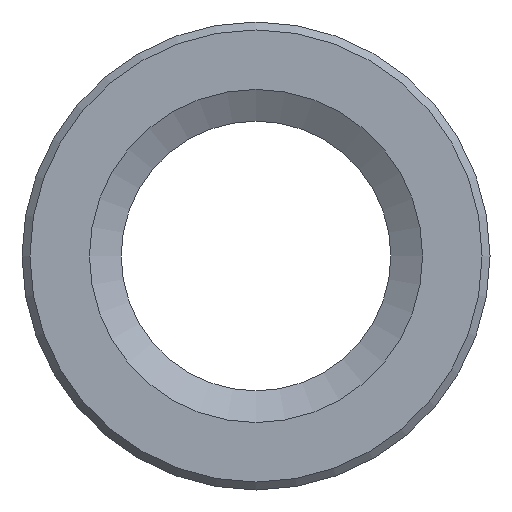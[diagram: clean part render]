
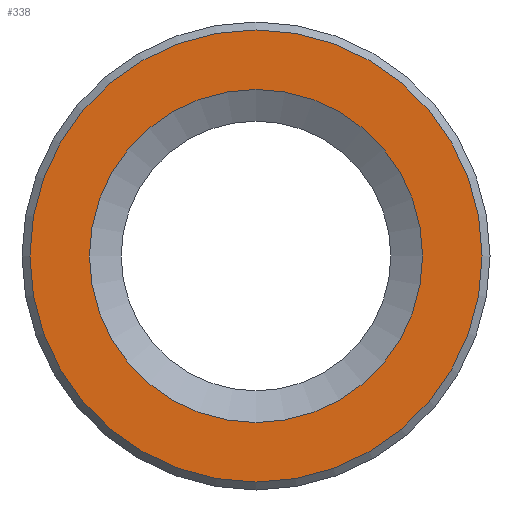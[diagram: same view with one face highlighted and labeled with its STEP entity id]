
A CAD part, left-side view. The second image highlights one B-rep face of the part: STEP entity #338.
In plain terms, the highlighted planar face has unit normal (-1, 0, 0).
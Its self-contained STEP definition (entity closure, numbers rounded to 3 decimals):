
#22=FACE_BOUND('',#64,.T.);
#26=PLANE('',#388);
#38=FACE_OUTER_BOUND('',#63,.T.);
#63=EDGE_LOOP('',(#241));
#64=EDGE_LOOP('',(#242));
#119=CIRCLE('',#383,14.25);
#123=CIRCLE('',#389,10.5);
#155=VERTEX_POINT('',#582);
#158=VERTEX_POINT('',#593);
#183=EDGE_CURVE('',#155,#155,#119,.T.);
#188=EDGE_CURVE('',#158,#158,#123,.T.);
#241=ORIENTED_EDGE('',*,*,#183,.F.);
#242=ORIENTED_EDGE('',*,*,#188,.F.);
#338=ADVANCED_FACE('',(#38,#22),#26,.T.);
#383=AXIS2_PLACEMENT_3D('',#584,#448,#449);
#388=AXIS2_PLACEMENT_3D('',#592,#459,#460);
#389=AXIS2_PLACEMENT_3D('',#594,#461,#462);
#448=DIRECTION('center_axis',(1.,0.,0.));
#449=DIRECTION('ref_axis',(0.,0.,-1.));
#459=DIRECTION('center_axis',(-1.,0.,0.));
#460=DIRECTION('ref_axis',(0.,0.,1.));
#461=DIRECTION('center_axis',(-1.,0.,0.));
#462=DIRECTION('ref_axis',(0.,0.,1.));
#582=CARTESIAN_POINT('',(-12.,0.,14.25));
#584=CARTESIAN_POINT('Origin',(-12.,0.,0.));
#592=CARTESIAN_POINT('Origin',(-12.,0.,12.625));
#593=CARTESIAN_POINT('',(-12.,0.,-10.5));
#594=CARTESIAN_POINT('Origin',(-12.,0.,0.));
